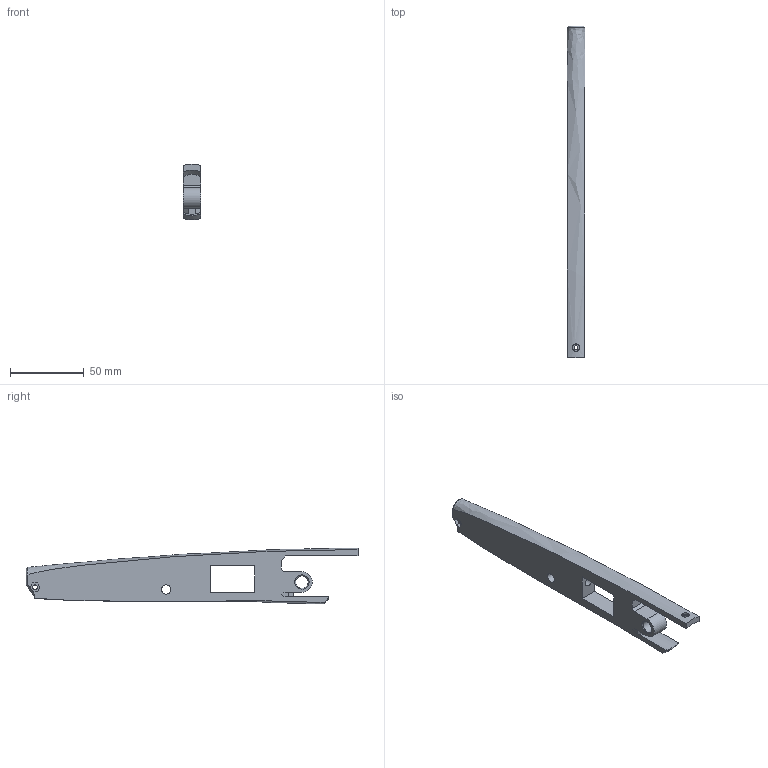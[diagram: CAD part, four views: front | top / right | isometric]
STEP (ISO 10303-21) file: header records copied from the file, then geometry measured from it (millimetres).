
FILE_DESCRIPTION(/* description */ ('','CAx-IF Rec.Pracs.---Representation and Presentation of Product Manufacturing Information (PMI)---4.0---2014-10-13'),/* implementation_level */ '2;1');
FILE_NAME(/* name */ 'Nacelle L.step',/* time_stamp */ '2024-12-01T11:20:30+01:00',/* author */ (''),/* organization */ (''),/* preprocessor_version */ 'ST-DEVELOPER v20',/* originating_system */ 'Autodesk Translation Framework v13.20.0.188',/* authorisation */ '');
FILE_SCHEMA (('AP242_MANAGED_MODEL_BASED_3D_ENGINEERING_MIM_LF { 1 0 10303 442 1 1 4 }'));
Length unit declared in the file: millimetre
Products named in the file (1): Nacelle L
Bounding box: 12 x 225 x 37.82 mm (x, y, z)
Volume: 53027 mm3; surface area: 22105.5 mm2
Topology: 1 solids, 1 shells, 68 faces, 187 edges, 123 vertices
Faces by surface type: plane 42, bspline 14, cylinder 11, cone 1
Full cylindrical faces by diameter (mm): 3.2 x2, 6 x1, 6.3 x1, 6.35 x1, 8.3 x1
Entity records: 3902 total; most frequent: CARTESIAN_POINT 2185, ORIENTED_EDGE 374, DIRECTION 295, EDGE_CURVE 187, VERTEX_POINT 123, LINE 117, VECTOR 117, AXIS2_PLACEMENT_3D 89
